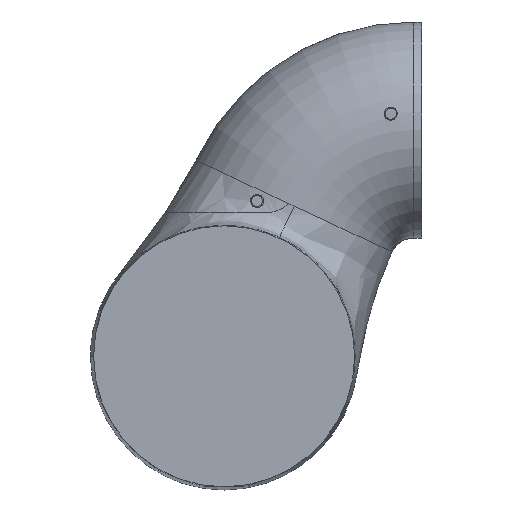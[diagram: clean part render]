
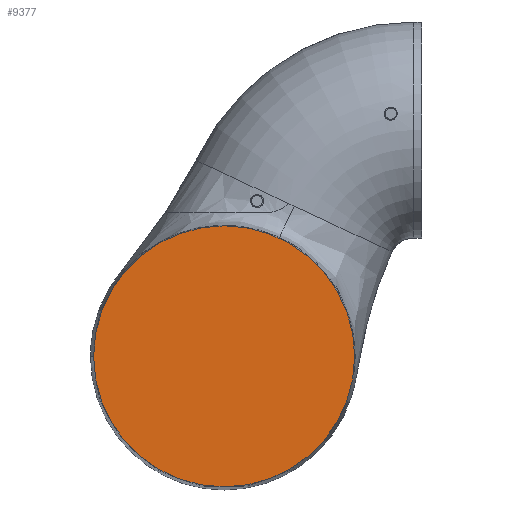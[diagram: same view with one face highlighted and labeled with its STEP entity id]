
A CAD part, front view. The second image highlights one B-rep face of the part: STEP entity #9377.
In plain terms, the highlighted planar face has unit normal (0, -1, 0).
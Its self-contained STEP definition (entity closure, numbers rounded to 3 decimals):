
#9 = CIRCLE ( 'NONE', #6914, 63.464 ) ;
#2203 = PLANE ( 'NONE',  #11178 ) ;
#2399 = EDGE_CURVE ( 'NONE', #13721, #14163, #9740, .T. ) ;
#3493 = ORIENTED_EDGE ( 'NONE', *, *, #2399, .F. ) ;
#4477 = DIRECTION ( 'NONE',  ( 0., 1., 0. ) ) ;
#4500 = EDGE_CURVE ( 'NONE', #14163, #13721, #9, .T. ) ;
#5470 = AXIS2_PLACEMENT_3D ( 'NONE', #7969, #4477, #9081 ) ;
#5616 = DIRECTION ( 'NONE',  ( 1., 0., 0. ) ) ;
#6338 = DIRECTION ( 'NONE',  ( 1., 0., 0. ) ) ;
#6914 = AXIS2_PLACEMENT_3D ( 'NONE', #12005, #7173, #6338 ) ;
#7173 = DIRECTION ( 'NONE',  ( 0., 1., 0. ) ) ;
#7969 = CARTESIAN_POINT ( 'NONE',  ( 150., -85., 1107. ) ) ;
#8395 = EDGE_LOOP ( 'NONE', ( #3493, #14065 ) ) ;
#9081 = DIRECTION ( 'NONE',  ( 1., 0., 0. ) ) ;
#9377 = ADVANCED_FACE ( 'NONE', ( #12463 ), #2203, .T. ) ;
#9740 = CIRCLE ( 'NONE', #5470, 63.464 ) ;
#10235 = CARTESIAN_POINT ( 'NONE',  ( 213.464, -85., 1107. ) ) ;
#11121 = DIRECTION ( 'NONE',  ( 0., -1., 0. ) ) ;
#11178 = AXIS2_PLACEMENT_3D ( 'NONE', #12313, #11121, #5616 ) ;
#12005 = CARTESIAN_POINT ( 'NONE',  ( 150., -85., 1107. ) ) ;
#12313 = CARTESIAN_POINT ( 'NONE',  ( 150., -85., 1107. ) ) ;
#12463 = FACE_OUTER_BOUND ( 'NONE', #8395, .T. ) ;
#13721 = VERTEX_POINT ( 'NONE', #14577 ) ;
#14065 = ORIENTED_EDGE ( 'NONE', *, *, #4500, .F. ) ;
#14163 = VERTEX_POINT ( 'NONE', #10235 ) ;
#14577 = CARTESIAN_POINT ( 'NONE',  ( 86.536, -85., 1107. ) ) ;
